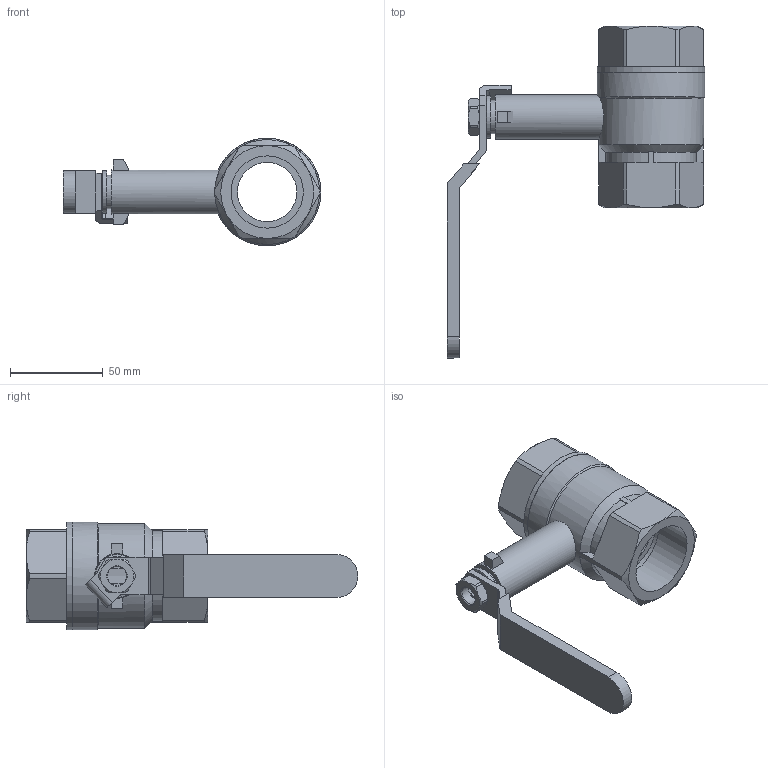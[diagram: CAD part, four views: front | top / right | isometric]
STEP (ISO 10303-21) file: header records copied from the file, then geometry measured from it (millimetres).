
FILE_DESCRIPTION(/* description */ ('Unknown'),/* implementation_level */ '2;1');
FILE_NAME(/* name */ '758-07',/* time_stamp */ '2022-08-09T08:51:32+02:00',/* author */ ('Unknown'),/* organization */ ('Unknown'),/* preprocessor_version */ 'ST-DEVELOPER v16.7',/* originating_system */ 'Solid Edge',/* authorisation */ 'Unknown');
FILE_SCHEMA (('AUTOMOTIVE_DESIGN {1 0 10303 214 3 1 1}'));
Length unit declared in the file: millimetre
Products named in the file (8): 758-07_1 1_4_DN32; Einschraubteil 758-07-002_1 1_4; Körper 758-07-001_1 1_4; Stopfbuchse 758-07_1 1_4; Stahlgriff .032-040; Stahlgriff ; Stahlgriff Ummantelung ; M12-niedrig
Assembly tree (7 placements, depth 3):
  758-07_1 1_4_DN32
    Einschraubteil 758-07-002_1 1_4
    Körper 758-07-001_1 1_4
    Stopfbuchse 758-07_1 1_4
    Stahlgriff .032-040
      Stahlgriff 
      Stahlgriff Ummantelung 
    M12-niedrig
Bounding box: 139 x 178.89 x 58 mm (x, y, z)
Volume: 122776.1 mm3; surface area: 68223.9 mm2
Topology: 6 solids, 6 shells, 201 faces, 483 edges, 309 vertices
Faces by surface type: plane 104, cylinder 56, cone 41
Full cylindrical faces by diameter (mm): 10.106 x1, 13.1 x1, 15 x1, 16 x1, 18 x1, 18.376 x2, 20 x1, 23 x1, 24 x1, 32 x2, 38.952 x4, 42 x2, 50.376 x1, 50.5 x1, 52 x1, 53 x1, 56.5 x1, 58 x2
Entity records: 6877 total; most frequent: CARTESIAN_POINT 1156, DIRECTION 945, ORIENTED_EDGE 862, EDGE_CURVE 431, AXIS2_PLACEMENT_3D 368, VERTEX_POINT 295, EDGE_LOOP 266, FACE_BOUND 266
